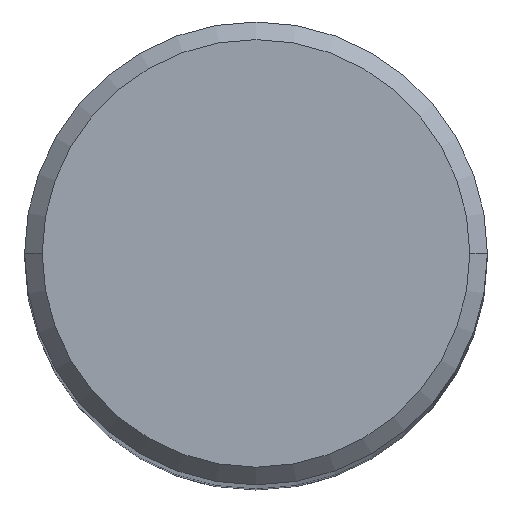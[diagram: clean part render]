
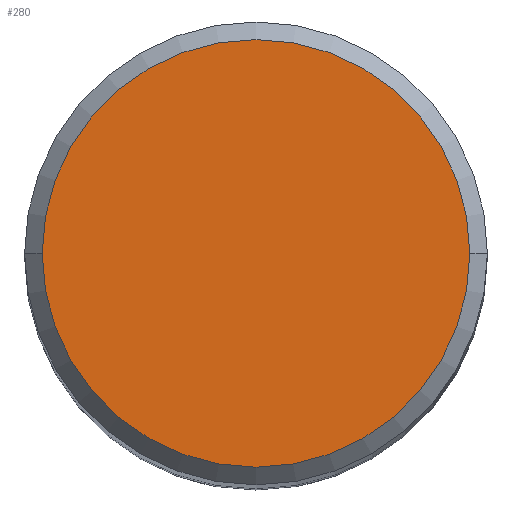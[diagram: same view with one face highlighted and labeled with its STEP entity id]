
A CAD part, top view. The second image highlights one B-rep face of the part: STEP entity #280.
In plain terms, the highlighted planar face has unit normal (0, 0, 1).
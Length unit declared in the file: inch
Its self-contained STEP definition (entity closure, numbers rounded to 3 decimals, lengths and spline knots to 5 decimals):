
#12 = CIRCLE ( 'NONE', #221, 0.18185 ) ;
#47 = CARTESIAN_POINT ( 'NONE',  ( 0., 0., 2.83465 ) ) ;
#61 = AXIS2_PLACEMENT_3D ( 'NONE', #216, #62, #167 ) ;
#62 = DIRECTION ( 'NONE',  ( 0., 0., 1. ) ) ;
#69 = CARTESIAN_POINT ( 'NONE',  ( 0., 0., 2.83465 ) ) ;
#70 = ORIENTED_EDGE ( 'NONE', *, *, #86, .T. ) ;
#72 = FACE_OUTER_BOUND ( 'NONE', #290, .T. ) ;
#73 = VERTEX_POINT ( 'NONE', #318 ) ;
#79 = ORIENTED_EDGE ( 'NONE', *, *, #278, .T. ) ;
#80 = AXIS2_PLACEMENT_3D ( 'NONE', #47, #119, #172 ) ;
#86 = EDGE_CURVE ( 'NONE', #73, #108, #320, .T. ) ;
#91 = CARTESIAN_POINT ( 'NONE',  ( -0.18185, 0., 2.83465 ) ) ;
#100 = DIRECTION ( 'NONE',  ( 1., 0., 0. ) ) ;
#108 = VERTEX_POINT ( 'NONE', #91 ) ;
#119 = DIRECTION ( 'NONE',  ( 0., 0., 1. ) ) ;
#167 = DIRECTION ( 'NONE',  ( 1., 0., 0. ) ) ;
#172 = DIRECTION ( 'NONE',  ( 1., 0., 0. ) ) ;
#199 = PLANE ( 'NONE',  #80 ) ;
#216 = CARTESIAN_POINT ( 'NONE',  ( 0., 0., 2.83465 ) ) ;
#221 = AXIS2_PLACEMENT_3D ( 'NONE', #69, #247, #100 ) ;
#247 = DIRECTION ( 'NONE',  ( 0., 0., 1. ) ) ;
#278 = EDGE_CURVE ( 'NONE', #108, #73, #12, .T. ) ;
#280 = ADVANCED_FACE ( 'NONE', ( #72 ), #199, .T. ) ;
#290 = EDGE_LOOP ( 'NONE', ( #79, #70 ) ) ;
#318 = CARTESIAN_POINT ( 'NONE',  ( 0.18185, 0., 2.83465 ) ) ;
#320 = CIRCLE ( 'NONE', #61, 0.18185 ) ;
